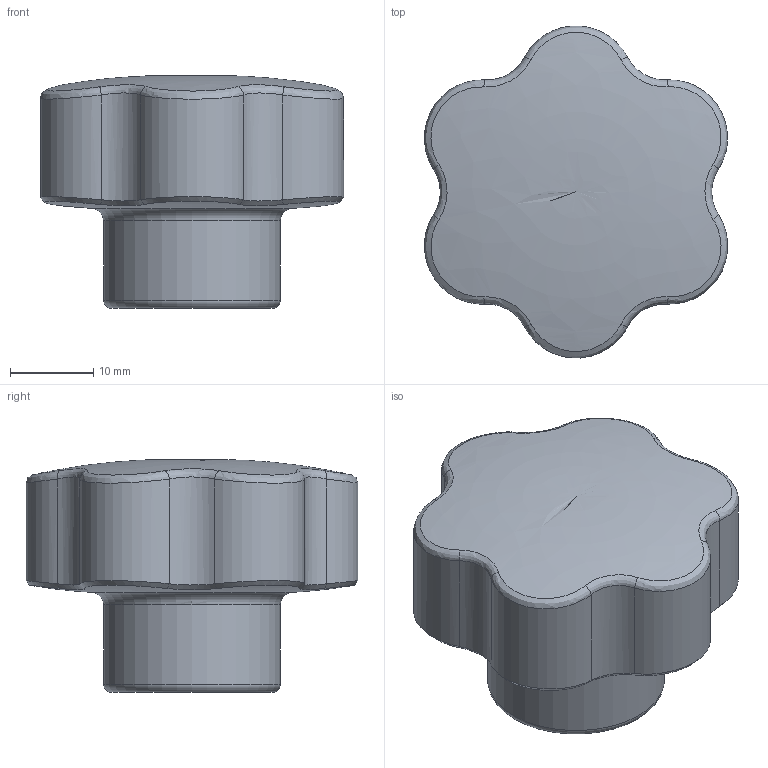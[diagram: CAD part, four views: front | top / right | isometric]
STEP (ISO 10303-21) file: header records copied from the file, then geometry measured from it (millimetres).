
FILE_DESCRIPTION( ( 'Unknown' ), '1' );
FILE_NAME( '6113042_VB40_M08.stp', 'Unknown', ( 'Unknown' ), ( 'Unknown' ), 'PSStep 11.0', 'Unknown', ' ' );
FILE_SCHEMA( ( 'AUTOMOTIVE_DESIGN { 1 0 10303 214 1 1 1 1 }' ) );
Length unit declared in the file: millimetre
Products named in the file (1): 6113042
Bounding box: 36.49 x 39.96 x 28.05 mm (x, y, z)
Volume: 19777.1 mm3; surface area: 4860.9 mm2
Topology: 1 solids, 1 shells, 45 faces, 103 edges, 59 vertices
Faces by surface type: bspline 26, cylinder 14, cone 2, torus 2, plane 1
Full cylindrical faces by diameter (mm): 6.647 x1, 21.3 x1
Entity records: 6066 total; most frequent: CARTESIAN_POINT 4940, ORIENTED_EDGE 182, EDGE_CURVE 91, DIRECTION 90, B_SPLINE_CURVE_WITH_KNOTS 60, VERTEX_POINT 57, EDGE_LOOP 52, FACE_OUTER_BOUND 50
